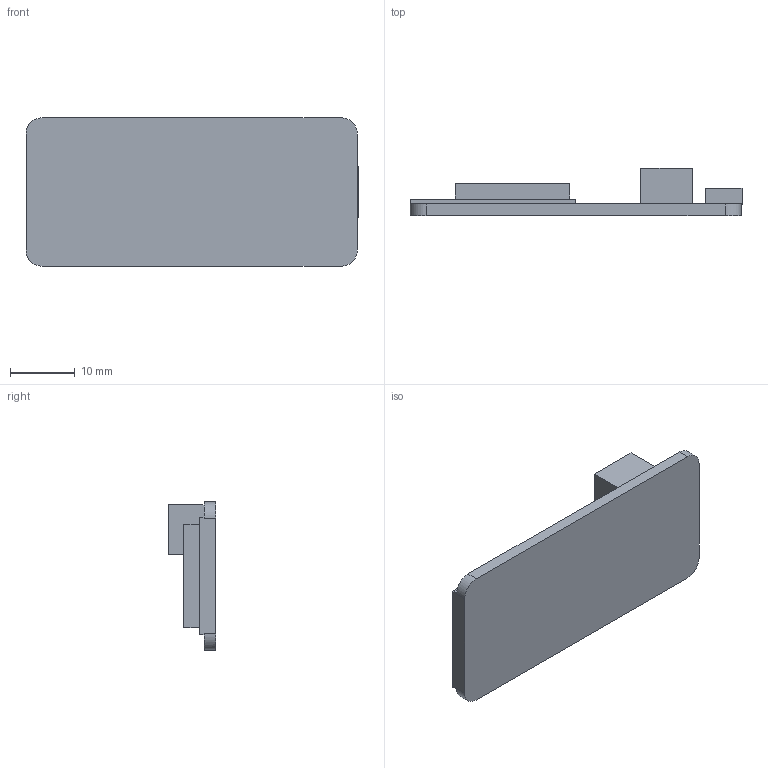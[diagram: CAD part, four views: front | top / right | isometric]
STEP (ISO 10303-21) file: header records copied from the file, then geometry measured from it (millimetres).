
FILE_DESCRIPTION(/* description */ (''),/* implementation_level */ '2;1');
FILE_NAME(/* name */ 'ESP32 Feather.stp',/* time_stamp */ '2020-01-13T12:34:19-08:00',/* author */ ('Andrew'),/* organization */ (''),/* preprocessor_version */ 'ST-DEVELOPER v18',/* originating_system */ 'Autodesk Inventor 2020',/* authorisation */ '');
FILE_SCHEMA (('AUTOMOTIVE_DESIGN { 1 0 10303 214 3 1 1 }'));
Length unit declared in the file: millimetre
Products named in the file (1): ESP32 Feather
Bounding box: 51.1 x 7.3 x 22.85 mm (x, y, z)
Volume: 3543.2 mm3; surface area: 3042.4 mm2
Topology: 1 solids, 1 shells, 32 faces, 80 edges, 52 vertices
Faces by surface type: plane 28, cylinder 4
Entity records: 1008 total; most frequent: CARTESIAN_POINT 165, ORIENTED_EDGE 160, DIRECTION 156, EDGE_CURVE 80, LINE 70, VECTOR 70, VERTEX_POINT 52, AXIS2_PLACEMENT_3D 43
